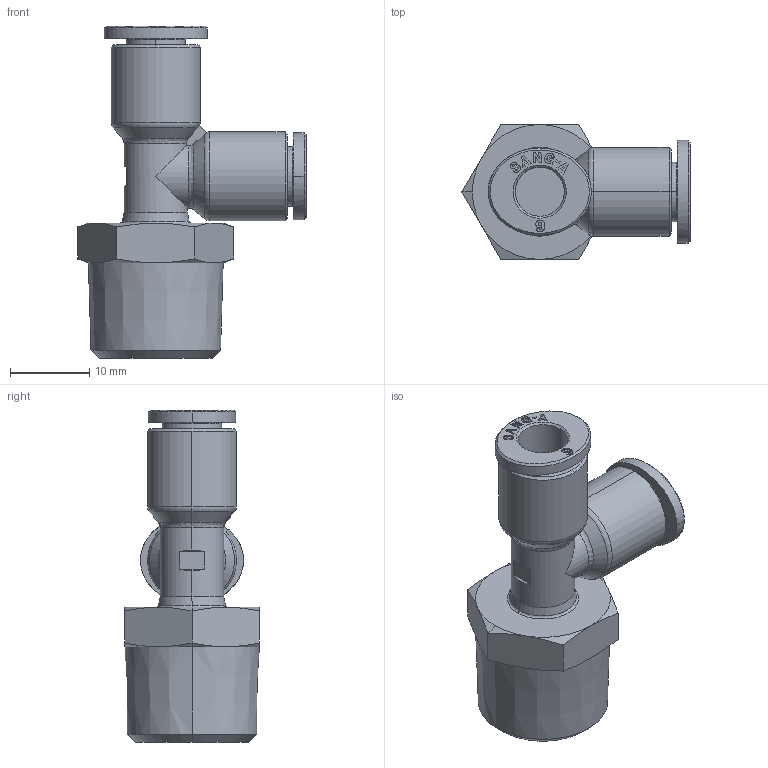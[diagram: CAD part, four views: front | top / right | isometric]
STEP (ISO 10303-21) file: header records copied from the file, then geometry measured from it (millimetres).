
FILE_DESCRIPTION((''),'2;1');
FILE_NAME('GPST 0603(3D).stp','2012-12-26T18:06:11',(''),(''),'Mechanical Desktop.R8.0.24.0','Mechanical Desktop.R8.0.24.0',', , ');
FILE_SCHEMA(('CONFIG_CONTROL_DESIGN'));
Length unit declared in the file: millimetre
Products named in the file (2): GPST 0603(3D); ºÎÇ°1
Assembly tree (1 placements, depth 2):
  GPST 0603(3D)
    ºÎÇ°1
Bounding box: 28.77 x 17 x 41.85 mm (x, y, z)
Volume: 5126.3 mm3; surface area: 3970.1 mm2
Topology: 1 solids, 1 shells, 498 faces, 1361 edges, 891 vertices
Faces by surface type: plane 350, bspline 66, cylinder 40, cone 38, torus 4
Entity records: 17607 total; most frequent: CARTESIAN_POINT 5065, ORIENTED_EDGE 2718, DIRECTION 2412, EDGE_CURVE 1359, VECTOR 1060, LINE 1060, VERTEX_POINT 891, AXIS2_PLACEMENT_3D 676
